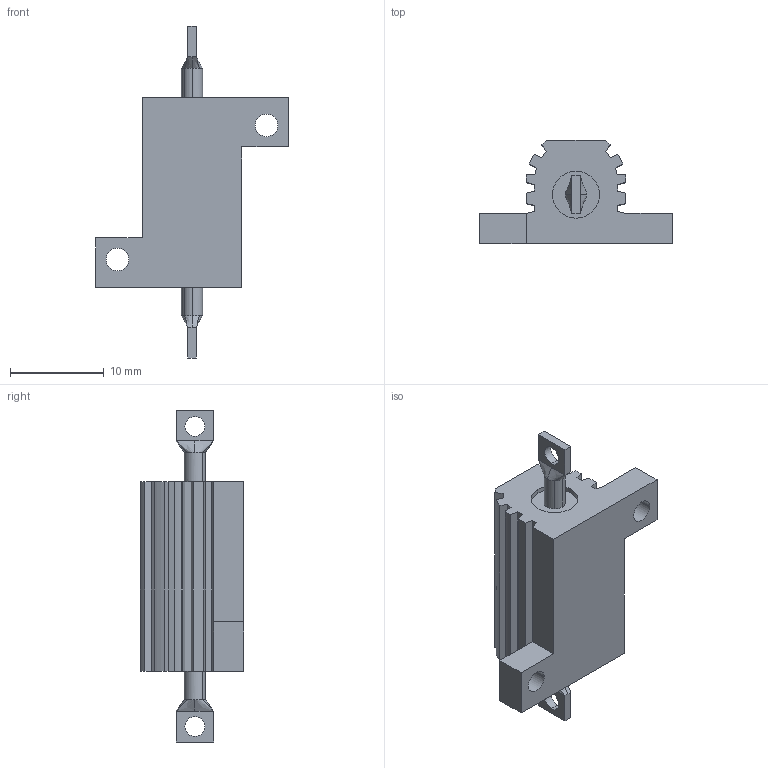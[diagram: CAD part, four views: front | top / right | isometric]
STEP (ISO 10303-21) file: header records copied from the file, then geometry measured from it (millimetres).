
FILE_DESCRIPTION((''),'2;1');
FILE_NAME('C-2-1879074-9','2019-03-27T09:26:16',('workeradm'),('TE Connectivity Ltd.'),'CREO PARAMETRIC BY PTC INC, 2018190','CREO PARAMETRIC BY PTC INC, 2018190','');
FILE_SCHEMA(('AUTOMOTIVE_DESIGN { 1 0 10303 214 1 1 1 1 }'));
Length unit declared in the file: millimetre
Products named in the file (1): C-2-1879074-9
Bounding box: 20.5 x 11 x 35.4 mm (x, y, z)
Volume: 2287.8 mm3; surface area: 1587.2 mm2
Topology: 1 solids, 1 shells, 90 faces, 246 edges, 162 vertices
Faces by surface type: plane 52, cylinder 22, bspline 16
Entity records: 3290 total; most frequent: CARTESIAN_POINT 932, ORIENTED_EDGE 492, DIRECTION 458, EDGE_CURVE 246, VECTOR 182, LINE 182, VERTEX_POINT 162, AXIS2_PLACEMENT_3D 138
